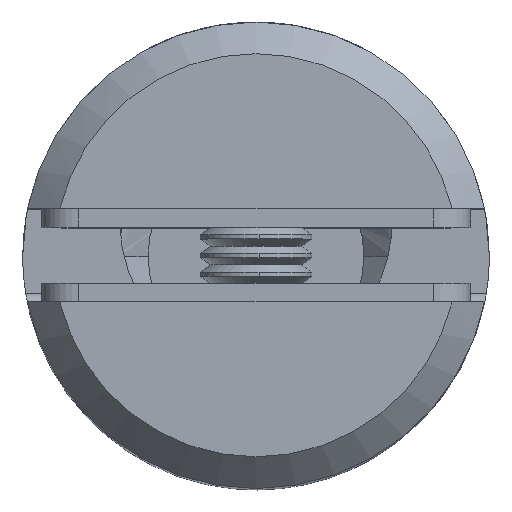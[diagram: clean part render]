
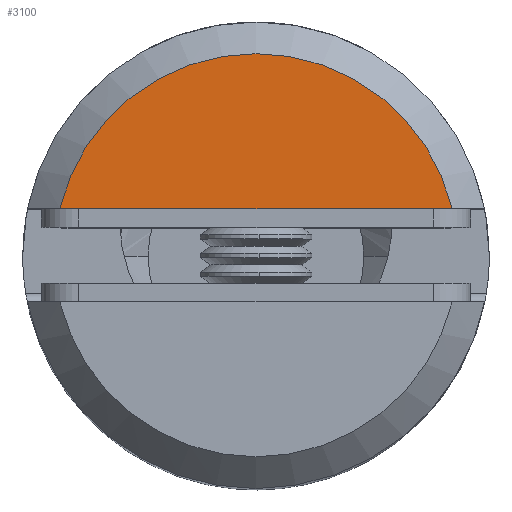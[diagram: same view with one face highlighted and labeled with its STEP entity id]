
A CAD part, top view. The second image highlights one B-rep face of the part: STEP entity #3100.
In plain terms, the highlighted planar face has unit normal (0, 0, 1).
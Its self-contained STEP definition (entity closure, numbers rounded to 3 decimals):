
#2869 = EDGE_CURVE ( 'NONE', #25088, #10213, #12391, .T. ) ;
#3100 = ADVANCED_FACE ( 'NONE', ( #24602 ), #7887, .T. ) ;
#3906 = CARTESIAN_POINT ( 'NONE',  ( -12.247, 2.5, 24.5 ) ) ;
#4414 = DIRECTION ( 'NONE',  ( 0., 0., 1. ) ) ;
#5703 = CARTESIAN_POINT ( 'NONE',  ( 0., 0., 24.5 ) ) ;
#6580 = AXIS2_PLACEMENT_3D ( 'NONE', #17195, #4414, #23730 ) ;
#7887 = PLANE ( 'NONE',  #15804 ) ;
#8280 = DIRECTION ( 'NONE',  ( 1., 0., 0. ) ) ;
#10213 = VERTEX_POINT ( 'NONE', #27530 ) ;
#12391 = CIRCLE ( 'NONE', #6580, 10.8 ) ;
#14653 = DIRECTION ( 'NONE',  ( 1., 0., 0. ) ) ;
#15521 = LINE ( 'NONE', #3906, #15846 ) ;
#15804 = AXIS2_PLACEMENT_3D ( 'NONE', #5703, #27659, #14653 ) ;
#15846 = VECTOR ( 'NONE', #8280, 1000. ) ;
#17195 = CARTESIAN_POINT ( 'NONE',  ( 0., 0., 24.5 ) ) ;
#19374 = EDGE_CURVE ( 'NONE', #10213, #25088, #15521, .T. ) ;
#19595 = EDGE_LOOP ( 'NONE', ( #23030, #25855 ) ) ;
#21725 = CARTESIAN_POINT ( 'NONE',  ( 10.507, 2.5, 24.5 ) ) ;
#23030 = ORIENTED_EDGE ( 'NONE', *, *, #19374, .T. ) ;
#23730 = DIRECTION ( 'NONE',  ( 1., 0., 0. ) ) ;
#24602 = FACE_OUTER_BOUND ( 'NONE', #19595, .T. ) ;
#25088 = VERTEX_POINT ( 'NONE', #21725 ) ;
#25855 = ORIENTED_EDGE ( 'NONE', *, *, #2869, .T. ) ;
#27530 = CARTESIAN_POINT ( 'NONE',  ( -10.507, 2.5, 24.5 ) ) ;
#27659 = DIRECTION ( 'NONE',  ( 0., 0., 1. ) ) ;
